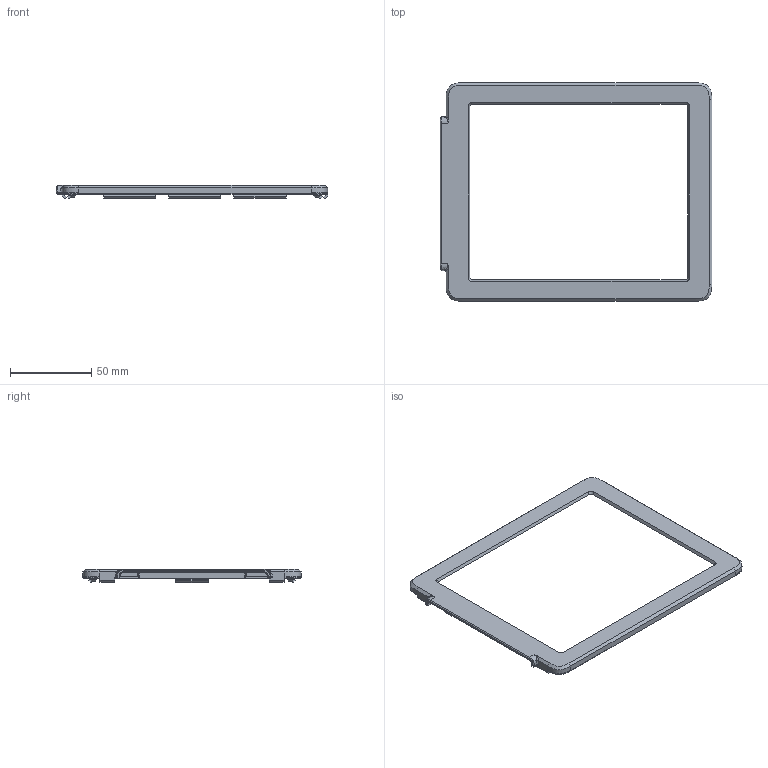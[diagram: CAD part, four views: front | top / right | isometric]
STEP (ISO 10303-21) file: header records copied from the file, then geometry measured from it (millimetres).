
FILE_DESCRIPTION (( 'STEP AP203' ), '1' );
FILE_NAME ('25d103 diffuser bezel snapfit.step', '2025-12-13T06:32:10', ( '' ), ( '' ), '', '', '' );
FILE_SCHEMA (( 'CONFIG_CONTROL_DESIGN' ));
Length unit declared in the file: millimetre
Products named in the file (1): 25d103 diffuser bezel snapfit
Bounding box: 166.5 x 134 x 8 mm (x, y, z)
Volume: 23562.2 mm3; surface area: 28201.6 mm2
Topology: 1 solids, 1 shells, 926 faces, 2682 edges, 1770 vertices
Faces by surface type: plane 496, cylinder 380, bspline 42, cone 8
Entity records: 36527 total; most frequent: CARTESIAN_POINT 11856, ORIENTED_EDGE 5364, DIRECTION 5006, EDGE_CURVE 2682, LINE 1782, VECTOR 1782, VERTEX_POINT 1770, AXIS2_PLACEMENT_3D 1612
